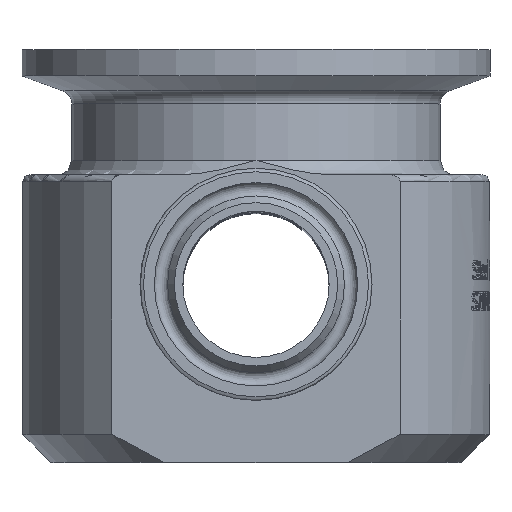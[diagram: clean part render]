
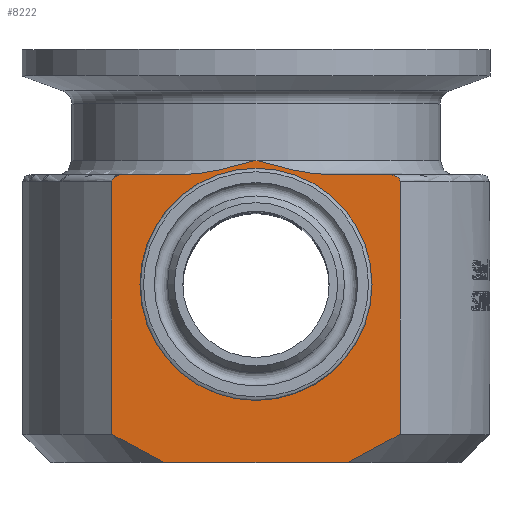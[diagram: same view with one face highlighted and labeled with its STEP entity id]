
A CAD part, top view. The second image highlights one B-rep face of the part: STEP entity #8222.
In plain terms, the highlighted planar face has unit normal (0, 0, 1).
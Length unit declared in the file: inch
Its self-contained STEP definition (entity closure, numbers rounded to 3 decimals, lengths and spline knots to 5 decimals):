
#15=(
BOUNDED_CURVE()
B_SPLINE_CURVE(2,(#17690,#17691,#17692),.UNSPECIFIED.,.F.,.F.)
B_SPLINE_CURVE_WITH_KNOTS((3,3),(0.,0.63372),.UNSPECIFIED.)
CURVE()
GEOMETRIC_REPRESENTATION_ITEM()
RATIONAL_B_SPLINE_CURVE((1.,1.007,1.))
REPRESENTATION_ITEM('')
);
#16=(
BOUNDED_CURVE()
B_SPLINE_CURVE(2,(#17749,#17750,#17751),.UNSPECIFIED.,.F.,.F.)
B_SPLINE_CURVE_WITH_KNOTS((3,3),(0.,0.63372),.UNSPECIFIED.)
CURVE()
GEOMETRIC_REPRESENTATION_ITEM()
RATIONAL_B_SPLINE_CURVE((1.,1.007,1.))
REPRESENTATION_ITEM('')
);
#188=FACE_BOUND('',#1572,.T.);
#189=FACE_BOUND('',#1573,.T.);
#392=PLANE('',#8779);
#1572=EDGE_LOOP('',(#7596));
#1573=EDGE_LOOP('',(#7597,#7598,#7599,#7600,#7601,#7602,#7603,#7604,#7605,
#7606,#7607));
#1815=CIRCLE('',#8766,0.375);
#2341=LINE('',#17368,#2862);
#2346=LINE('',#17687,#2867);
#2347=LINE('',#17712,#2868);
#2348=LINE('',#17733,#2869);
#2349=LINE('',#17748,#2870);
#2862=VECTOR('',#10156,1.071);
#2867=VECTOR('',#10383,0.78265);
#2868=VECTOR('',#10398,0.24893);
#2869=VECTOR('',#10405,0.24893);
#2870=VECTOR('',#10406,1.071);
#3255=B_SPLINE_CURVE_WITH_KNOTS('',3,(#17697,#17698,#17699,#17700,#17701,
#17702,#17703,#17704,#17705,#17706,#17707,#17708),.UNSPECIFIED.,.F.,.F.,
(4,2,2,2,2,4),(-0.15291,-0.10353,-0.0642,
-0.02695,-0.01284,0.),.UNSPECIFIED.);
#3256=B_SPLINE_CURVE_WITH_KNOTS('',3,(#17716,#17717,#17718,#17719,#17720,
#17721,#17722),.UNSPECIFIED.,.F.,.F.,(4,3,4),(0.,0.65229,0.76293),
 .UNSPECIFIED.);
#3257=B_SPLINE_CURVE_WITH_KNOTS('',3,(#17725,#17726,#17727,#17728,#17729,
#17730,#17731),.UNSPECIFIED.,.F.,.F.,(4,3,4),(1.53842,2.14388,
2.30135),.UNSPECIFIED.);
#3258=B_SPLINE_CURVE_WITH_KNOTS('',3,(#17735,#17736,#17737,#17738,#17739,
#17740,#17741,#17742,#17743,#17744,#17745,#17746),.UNSPECIFIED.,.F.,.F.,
(4,2,2,2,2,4),(0.,0.01284,0.02695,0.0642,
0.10353,0.15291),.UNSPECIFIED.);
#3993=VERTEX_POINT('',#17365);
#3994=VERTEX_POINT('',#17367);
#4052=VERTEX_POINT('',#17627);
#4062=VERTEX_POINT('',#17684);
#4063=VERTEX_POINT('',#17686);
#4064=VERTEX_POINT('',#17695);
#4065=VERTEX_POINT('',#17710);
#4066=VERTEX_POINT('',#17714);
#4067=VERTEX_POINT('',#17724);
#4068=VERTEX_POINT('',#17732);
#4069=VERTEX_POINT('',#17734);
#4070=VERTEX_POINT('',#17747);
#5171=EDGE_CURVE('',#3993,#3994,#2341,.T.);
#5232=EDGE_CURVE('',#4052,#4052,#1815,.T.);
#5244=EDGE_CURVE('',#4062,#4063,#2346,.T.);
#5246=EDGE_CURVE('',#3994,#4062,#15,.T.);
#5248=EDGE_CURVE('',#4064,#3993,#3255,.T.);
#5250=EDGE_CURVE('',#4065,#4064,#2347,.T.);
#5252=EDGE_CURVE('',#4066,#4065,#3256,.T.);
#5253=EDGE_CURVE('',#4067,#4066,#3257,.T.);
#5254=EDGE_CURVE('',#4068,#4067,#2348,.T.);
#5255=EDGE_CURVE('',#4069,#4068,#3258,.T.);
#5256=EDGE_CURVE('',#4070,#4069,#2349,.T.);
#5257=EDGE_CURVE('',#4063,#4070,#16,.T.);
#7596=ORIENTED_EDGE('',*,*,#5232,.T.);
#7597=ORIENTED_EDGE('',*,*,#5246,.F.);
#7598=ORIENTED_EDGE('',*,*,#5171,.F.);
#7599=ORIENTED_EDGE('',*,*,#5248,.F.);
#7600=ORIENTED_EDGE('',*,*,#5250,.F.);
#7601=ORIENTED_EDGE('',*,*,#5252,.F.);
#7602=ORIENTED_EDGE('',*,*,#5253,.F.);
#7603=ORIENTED_EDGE('',*,*,#5254,.F.);
#7604=ORIENTED_EDGE('',*,*,#5255,.F.);
#7605=ORIENTED_EDGE('',*,*,#5256,.F.);
#7606=ORIENTED_EDGE('',*,*,#5257,.F.);
#7607=ORIENTED_EDGE('',*,*,#5244,.F.);
#8222=ADVANCED_FACE('',(#188,#189),#392,.F.);
#8766=AXIS2_PLACEMENT_3D('',#17628,#10371,#10372);
#8779=AXIS2_PLACEMENT_3D('',#17723,#10403,#10404);
#10156=DIRECTION('',(0.,-1.,0.));
#10371=DIRECTION('center_axis',(0.,0.,-1.));
#10372=DIRECTION('ref_axis',(0.,1.,0.));
#10383=DIRECTION('',(-1.,0.,0.));
#10398=DIRECTION('',(1.,0.,0.));
#10403=DIRECTION('center_axis',(0.,0.,-1.));
#10404=DIRECTION('ref_axis',(0.,1.,0.));
#10405=DIRECTION('',(1.,0.,0.));
#10406=DIRECTION('',(0.,1.,0.));
#17365=CARTESIAN_POINT('',(0.611,0.439,-0.125));
#17367=CARTESIAN_POINT('',(0.611,-0.632,-0.125));
#17368=CARTESIAN_POINT('',(0.611,-0.1405,-0.125));
#17627=CARTESIAN_POINT('',(0.,-0.375,-0.125));
#17628=CARTESIAN_POINT('Origin',(0.,0.,
-0.125));
#17684=CARTESIAN_POINT('',(0.39132,-0.75,-0.125));
#17686=CARTESIAN_POINT('',(-0.39132,-0.75,-0.125));
#17687=CARTESIAN_POINT('',(0.76937,-0.75,-0.125));
#17690=CARTESIAN_POINT('Ctrl Pts',(0.611,-0.632,-0.125));
#17691=CARTESIAN_POINT('Ctrl Pts',(0.49422,-0.70393,
-0.125));
#17692=CARTESIAN_POINT('Ctrl Pts',(0.39132,-0.75,
-0.125));
#17695=CARTESIAN_POINT('',(0.56098,0.469,-0.125));
#17697=CARTESIAN_POINT('Ctrl Pts',(0.56098,0.469,-0.125));
#17698=CARTESIAN_POINT('Ctrl Pts',(0.56746,0.469,-0.125));
#17699=CARTESIAN_POINT('Ctrl Pts',(0.57519,0.46811,
-0.125));
#17700=CARTESIAN_POINT('Ctrl Pts',(0.58645,0.46515,
-0.125));
#17701=CARTESIAN_POINT('Ctrl Pts',(0.59222,0.46289,
-0.125));
#17702=CARTESIAN_POINT('Ctrl Pts',(0.60081,0.45768,
-0.125));
#17703=CARTESIAN_POINT('Ctrl Pts',(0.60523,0.45383,
-0.125));
#17704=CARTESIAN_POINT('Ctrl Pts',(0.60878,0.4481,
-0.125));
#17705=CARTESIAN_POINT('Ctrl Pts',(0.60971,0.44608,
-0.125));
#17706=CARTESIAN_POINT('Ctrl Pts',(0.61071,0.44269,
-0.125));
#17707=CARTESIAN_POINT('Ctrl Pts',(0.611,0.44069,
-0.125));
#17708=CARTESIAN_POINT('Ctrl Pts',(0.611,0.439,-0.125));
#17710=CARTESIAN_POINT('',(0.31206,0.469,-0.125));
#17712=CARTESIAN_POINT('',(0.96474,0.469,-0.125));
#17714=CARTESIAN_POINT('',(0.,0.529,-0.125));
#17716=CARTESIAN_POINT('Ctrl Pts',(0.,0.529,-0.125));
#17717=CARTESIAN_POINT('Ctrl Pts',(0.08249,0.50614,
-0.125));
#17718=CARTESIAN_POINT('Ctrl Pts',(0.17887,0.47868,
-0.125));
#17719=CARTESIAN_POINT('Ctrl Pts',(0.26764,0.47102,
-0.125));
#17720=CARTESIAN_POINT('Ctrl Pts',(0.2827,0.46972,
-0.125));
#17721=CARTESIAN_POINT('Ctrl Pts',(0.29754,0.469,-0.125));
#17722=CARTESIAN_POINT('Ctrl Pts',(0.31206,0.469,-0.125));
#17723=CARTESIAN_POINT('Origin',(1.04273,-0.75,-0.125));
#17724=CARTESIAN_POINT('',(-0.31206,0.469,-0.125));
#17725=CARTESIAN_POINT('Ctrl Pts',(-0.31206,0.469,-0.125));
#17726=CARTESIAN_POINT('Ctrl Pts',(-0.2326,0.469,-0.125));
#17727=CARTESIAN_POINT('Ctrl Pts',(-0.14355,0.49016,
-0.125));
#17728=CARTESIAN_POINT('Ctrl Pts',(-0.06189,0.51204,
-0.125));
#17729=CARTESIAN_POINT('Ctrl Pts',(-0.04065,0.51773,
-0.125));
#17730=CARTESIAN_POINT('Ctrl Pts',(-0.01991,0.52348,
-0.125));
#17731=CARTESIAN_POINT('Ctrl Pts',(0.,0.529,-0.125));
#17732=CARTESIAN_POINT('',(-0.56098,0.469,-0.125));
#17733=CARTESIAN_POINT('',(0.96474,0.469,-0.125));
#17734=CARTESIAN_POINT('',(-0.611,0.439,-0.125));
#17735=CARTESIAN_POINT('Ctrl Pts',(-0.611,0.439,-0.125));
#17736=CARTESIAN_POINT('Ctrl Pts',(-0.611,0.44069,
-0.125));
#17737=CARTESIAN_POINT('Ctrl Pts',(-0.61071,0.44269,
-0.125));
#17738=CARTESIAN_POINT('Ctrl Pts',(-0.60971,0.44608,
-0.125));
#17739=CARTESIAN_POINT('Ctrl Pts',(-0.60878,0.4481,
-0.125));
#17740=CARTESIAN_POINT('Ctrl Pts',(-0.60523,0.45383,
-0.125));
#17741=CARTESIAN_POINT('Ctrl Pts',(-0.60081,0.45768,
-0.125));
#17742=CARTESIAN_POINT('Ctrl Pts',(-0.59222,0.46289,
-0.125));
#17743=CARTESIAN_POINT('Ctrl Pts',(-0.58645,0.46515,
-0.125));
#17744=CARTESIAN_POINT('Ctrl Pts',(-0.57519,0.46811,
-0.125));
#17745=CARTESIAN_POINT('Ctrl Pts',(-0.56746,0.469,-0.125));
#17746=CARTESIAN_POINT('Ctrl Pts',(-0.56098,0.469,-0.125));
#17747=CARTESIAN_POINT('',(-0.611,-0.632,-0.125));
#17748=CARTESIAN_POINT('',(-0.611,-0.1405,-0.125));
#17749=CARTESIAN_POINT('Ctrl Pts',(-0.39132,-0.75,
-0.125));
#17750=CARTESIAN_POINT('Ctrl Pts',(-0.49422,-0.70393,
-0.125));
#17751=CARTESIAN_POINT('Ctrl Pts',(-0.611,-0.632,-0.125));
